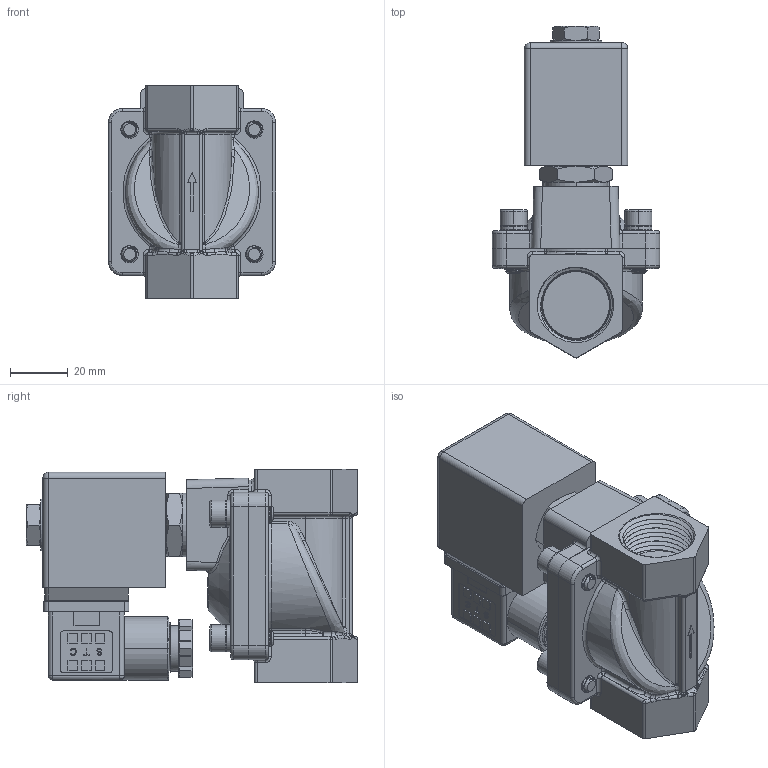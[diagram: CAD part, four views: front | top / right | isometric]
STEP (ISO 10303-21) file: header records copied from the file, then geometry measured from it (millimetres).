
FILE_DESCRIPTION (( 'STEP AP214' ), '1' );
FILE_NAME ('2RS200-3-4.STEP', '2018-09-04T20:18:39', ( '' ), ( '' ), 'SwSTEP 2.0', 'SolidWorks 2016', '' );
FILE_SCHEMA (( 'AUTOMOTIVE_DESIGN' ));
Length unit declared in the file: millimetre
Products named in the file (1): 2RS200-3-4
Bounding box: 58.1 x 115.15 x 74 mm (x, y, z)
Volume: 194637.5 mm3; surface area: 67494 mm2
Topology: 22 solids, 22 shells, 1783 faces, 4851 edges, 3137 vertices
Faces by surface type: plane 678, cylinder 638, bspline 186, cone 117, torus 113, sphere 51
Entity records: 132276 total; most frequent: CARTESIAN_POINT 71091, ORIENTED_EDGE 9644, DIRECTION 7201, EDGE_CURVE 4822, VERTEX_POINT 3137, AXIS2_PLACEMENT_3D 2434, VECTOR 2333, LINE 2333
